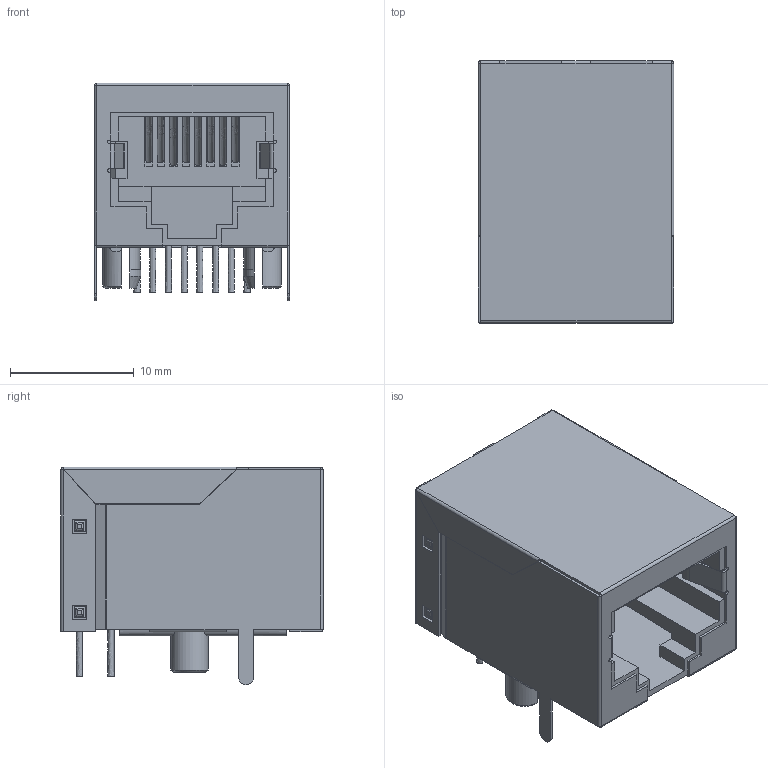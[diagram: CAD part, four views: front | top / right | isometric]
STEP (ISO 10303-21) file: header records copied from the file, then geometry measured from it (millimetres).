
FILE_DESCRIPTION(/* description */ ('Unknown'),/* implementation_level */ '2;1');
FILE_NAME(/* name */ 'J_Wurth_WR-MJ_61500814221',/* time_stamp */ '2025-06-26T11:15:32+08:00',/* author */ ('Unknown'),/* organization */ ('Unknown'),/* preprocessor_version */ 'ST-DEVELOPER v19.4',/* originating_system */ 'Solid Edge',/* authorisation */ 'Unknown');
FILE_SCHEMA (('AUTOMOTIVE_DESIGN {1 0 10303 214 3 1 1}'));
Length unit declared in the file: millimetre
Products named in the file (2): J_Wurth_WR-MJ_61500814221
Assembly tree (1 placements, depth 2):
  J_Wurth_WR-MJ_61500814221
    J_Wurth_WR-MJ_61500814221
Bounding box: 15.8 x 21.2 x 17.6 mm (x, y, z)
Volume: 2667.1 mm3; surface area: 7351.4 mm2
Topology: 11 solids, 11 shells, 561 faces, 1484 edges, 952 vertices
Faces by surface type: plane 412, cylinder 128, bspline 17, cone 4
Full cylindrical faces by diameter (mm): 0.5 x16, 1 x16
Entity records: 22583 total; most frequent: CARTESIAN_POINT 8851, ORIENTED_EDGE 2812, DIRECTION 2710, EDGE_CURVE 1406, LINE 1142, VECTOR 1142, VERTEX_POINT 922, AXIS2_PLACEMENT_3D 784
